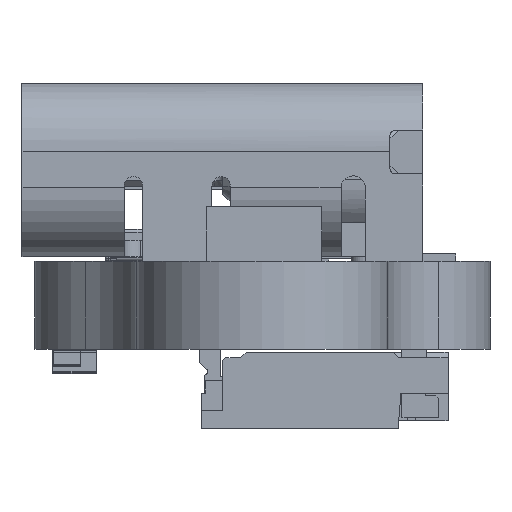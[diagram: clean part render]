
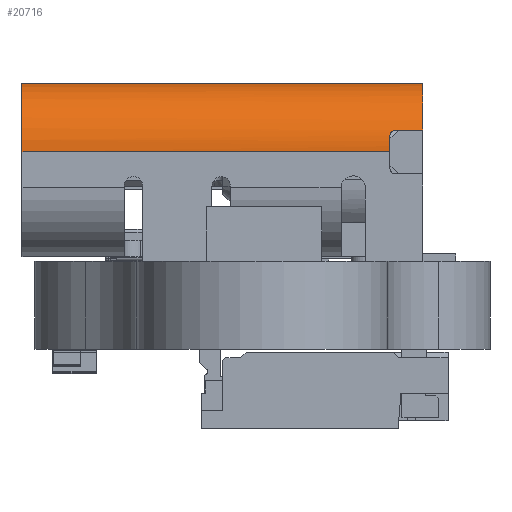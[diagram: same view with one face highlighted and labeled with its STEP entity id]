
A CAD part, left-side view. The second image highlights one B-rep face of the part: STEP entity #20716.
In plain terms, the highlighted cylindrical face has radius 1.25 mm (diameter 2.5 mm), a partial arc.
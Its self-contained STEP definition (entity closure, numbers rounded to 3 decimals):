
#164=B_SPLINE_CURVE_WITH_KNOTS('',3,(#32041,#32042,#32043,#32044,#32045,
#32046,#32047,#32048,#32049,#32050),.UNSPECIFIED.,.F.,.F.,(4,2,2,2,4),(-0.046,
-0.042,-0.038,-0.034,-0.031),
 .UNSPECIFIED.);
#2015=FACE_OUTER_BOUND('',#3248,.T.);
#3248=EDGE_LOOP('',(#16667,#16668,#16669,#16670,#16671,#16672,#16673));
#5080=LINE('',#32024,#7585);
#5087=LINE('',#32037,#7592);
#5088=LINE('',#32051,#7593);
#7585=VECTOR('',#25930,1000.);
#7592=VECTOR('',#25939,1000.);
#7593=VECTOR('',#25942,1000.);
#9120=CIRCLE('',#22368,1.25);
#9126=CIRCLE('',#22376,1.25);
#9167=CIRCLE('',#22428,1.25);
#10181=VERTEX_POINT('',#31682);
#10192=VERTEX_POINT('',#31707);
#10202=VERTEX_POINT('',#31730);
#10204=VERTEX_POINT('',#31734);
#10336=VERTEX_POINT('',#32036);
#10337=VERTEX_POINT('',#32038);
#10338=VERTEX_POINT('',#32040);
#12467=EDGE_CURVE('',#10181,#10192,#9120,.T.);
#12479=EDGE_CURVE('',#10202,#10204,#9126,.T.);
#12621=EDGE_CURVE('',#10181,#10202,#5080,.T.);
#12628=EDGE_CURVE('',#10336,#10204,#5087,.T.);
#12629=EDGE_CURVE('',#10336,#10337,#9167,.T.);
#12630=EDGE_CURVE('',#10337,#10338,#164,.T.);
#12631=EDGE_CURVE('',#10338,#10192,#5088,.T.);
#16667=ORIENTED_EDGE('',*,*,#12628,.F.);
#16668=ORIENTED_EDGE('',*,*,#12629,.T.);
#16669=ORIENTED_EDGE('',*,*,#12630,.T.);
#16670=ORIENTED_EDGE('',*,*,#12631,.T.);
#16671=ORIENTED_EDGE('',*,*,#12467,.F.);
#16672=ORIENTED_EDGE('',*,*,#12621,.T.);
#16673=ORIENTED_EDGE('',*,*,#12479,.T.);
#20089=CYLINDRICAL_SURFACE('',#22427,1.25);
#20716=ADVANCED_FACE('',(#2015),#20089,.T.);
#22368=AXIS2_PLACEMENT_3D('',#31710,#25706,#25707);
#22376=AXIS2_PLACEMENT_3D('',#31736,#25728,#25729);
#22427=AXIS2_PLACEMENT_3D('',#32035,#25937,#25938);
#22428=AXIS2_PLACEMENT_3D('',#32039,#25940,#25941);
#25706=DIRECTION('center_axis',(0.,0.,-1.));
#25707=DIRECTION('ref_axis',(-1.,0.,0.));
#25728=DIRECTION('center_axis',(0.,0.,-1.));
#25729=DIRECTION('ref_axis',(-1.,0.,0.));
#25930=DIRECTION('',(0.,0.,1.));
#25937=DIRECTION('center_axis',(0.,0.,1.));
#25938=DIRECTION('ref_axis',(1.,0.,0.));
#25939=DIRECTION('',(0.,0.,1.));
#25940=DIRECTION('center_axis',(0.,0.,1.));
#25941=DIRECTION('ref_axis',(1.,0.,0.));
#25942=DIRECTION('',(0.,0.,-1.));
#31682=CARTESIAN_POINT('',(3.22,3.31,-3.353));
#31707=CARTESIAN_POINT('',(4.406,2.455,-3.353));
#31710=CARTESIAN_POINT('Origin',(3.22,2.06,-3.353));
#31730=CARTESIAN_POINT('',(3.22,3.31,3.953));
#31734=CARTESIAN_POINT('',(4.47,2.06,3.953));
#31736=CARTESIAN_POINT('Origin',(3.22,2.06,3.953));
#32024=CARTESIAN_POINT('',(3.22,3.31,-3.353));
#32035=CARTESIAN_POINT('Origin',(3.22,2.06,-3.353));
#32036=CARTESIAN_POINT('',(4.47,2.06,-2.753));
#32037=CARTESIAN_POINT('',(4.47,2.06,-3.353));
#32038=CARTESIAN_POINT('',(4.435,2.355,-2.753));
#32039=CARTESIAN_POINT('Origin',(3.22,2.06,-2.753));
#32040=CARTESIAN_POINT('',(4.406,2.455,-2.853));
#32041=CARTESIAN_POINT('Ctrl Pts',(4.435,2.355,-2.753));
#32042=CARTESIAN_POINT('Ctrl Pts',(4.432,2.368,-2.753));
#32043=CARTESIAN_POINT('Ctrl Pts',(4.428,2.381,-2.755));
#32044=CARTESIAN_POINT('Ctrl Pts',(4.421,2.406,-2.765));
#32045=CARTESIAN_POINT('Ctrl Pts',(4.418,2.417,-2.773));
#32046=CARTESIAN_POINT('Ctrl Pts',(4.413,2.435,-2.791));
#32047=CARTESIAN_POINT('Ctrl Pts',(4.41,2.442,-2.802));
#32048=CARTESIAN_POINT('Ctrl Pts',(4.407,2.452,-2.827));
#32049=CARTESIAN_POINT('Ctrl Pts',(4.406,2.455,-2.84));
#32050=CARTESIAN_POINT('Ctrl Pts',(4.406,2.455,-2.853));
#32051=CARTESIAN_POINT('',(4.406,2.455,-3.353));
